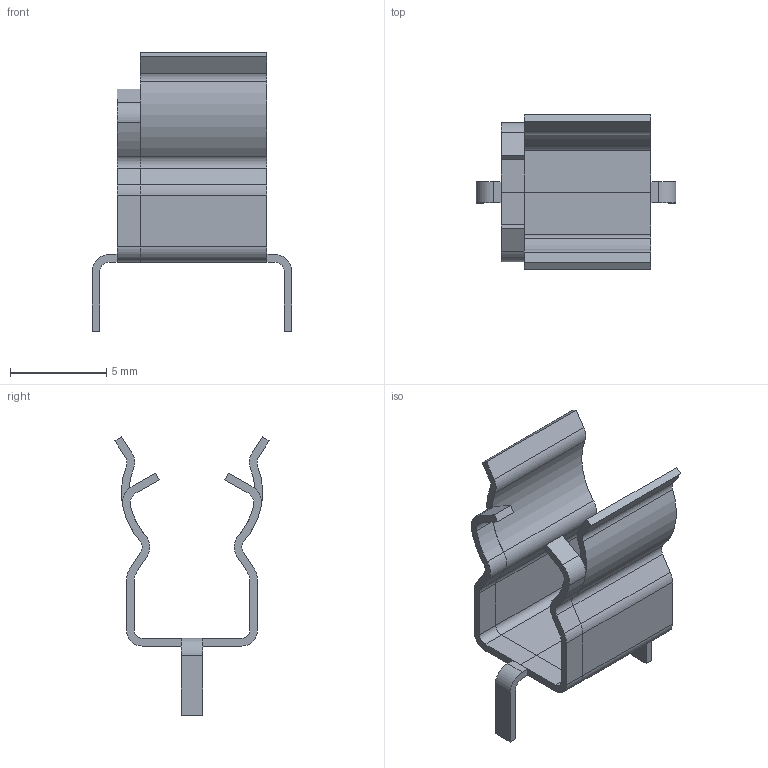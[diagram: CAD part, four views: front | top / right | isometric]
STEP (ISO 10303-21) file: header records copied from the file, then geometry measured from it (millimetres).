
FILE_DESCRIPTION((''),'2;1');
FILE_NAME('FUSH_MERSEN_MR 6 CI-S.stp','2014-01-23T13:41:28',(''),(''),'Mechanical Desktop 2011','Mechanical Desktop 2011',', , ');
FILE_SCHEMA(('AUTOMOTIVE_DESIGN { 1 2 10303 214 1 1 1 1 }'));
Length unit declared in the file: millimetre
Products named in the file (1): Product
Bounding box: 10.4 x 8.03 x 14.49 mm (x, y, z)
Volume: 91.6 mm3; surface area: 522.9 mm2
Topology: 6 solids, 6 shells, 108 faces, 288 edges, 192 vertices
Faces by surface type: plane 56, cylinder 42, bspline 10
Entity records: 3446 total; most frequent: CARTESIAN_POINT 647, ORIENTED_EDGE 576, DIRECTION 574, EDGE_CURVE 288, VECTOR 200, LINE 200, VERTEX_POINT 192, AXIS2_PLACEMENT_3D 187
